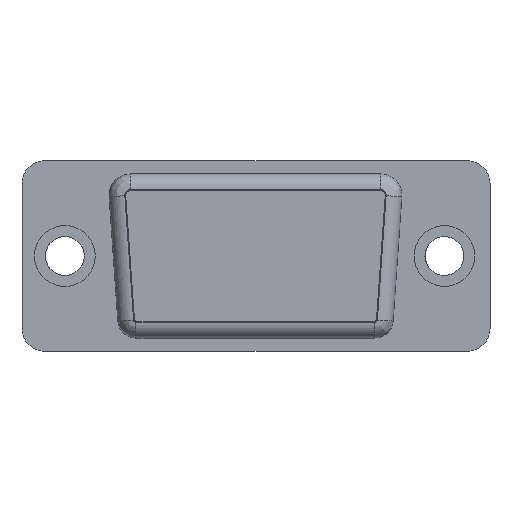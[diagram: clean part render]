
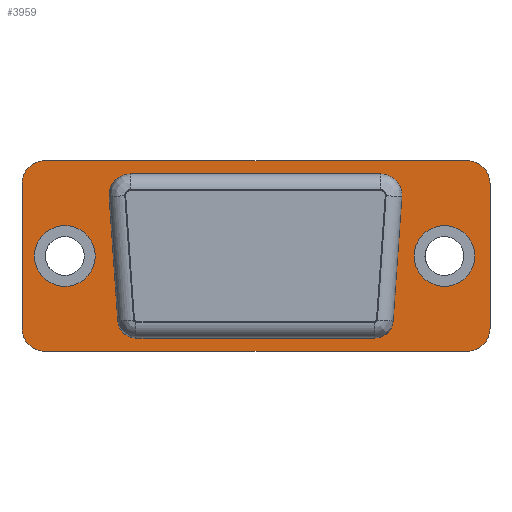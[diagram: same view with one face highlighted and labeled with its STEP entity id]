
A CAD part, front view. The second image highlights one B-rep face of the part: STEP entity #3959.
In plain terms, the highlighted planar face has unit normal (0, -1, 0).
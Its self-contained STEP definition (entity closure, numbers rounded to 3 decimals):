
#219=CARTESIAN_POINT('',(15.405,0.,4.775));
#220=VERTEX_POINT('',#219);
#227=CARTESIAN_POINT('',(15.405,0.,-4.775));
#228=VERTEX_POINT('',#227);
#229=CARTESIAN_POINT('',(15.405,0.,-4.775));
#230=DIRECTION('',(0.,0.,1.));
#231=VECTOR('',#230,9.55);
#232=LINE('',#229,#231);
#233=EDGE_CURVE('',#228,#220,#232,.T.);
#259=CARTESIAN_POINT('',(13.905,0.,6.275));
#260=VERTEX_POINT('',#259);
#267=CARTESIAN_POINT('',(13.905,0.,4.775));
#268=DIRECTION('',(1.,0.,0.));
#269=DIRECTION('',(-0.,-1.,0.));
#270=AXIS2_PLACEMENT_3D('',#267,#269,#268);
#271=CIRCLE('',#270,1.5);
#272=EDGE_CURVE('',#220,#260,#271,.T.);
#290=CARTESIAN_POINT('',(-13.905,0.,6.275));
#291=VERTEX_POINT('',#290);
#298=CARTESIAN_POINT('',(13.905,0.,6.275));
#299=DIRECTION('',(-1.,0.,0.));
#300=VECTOR('',#299,27.81);
#301=LINE('',#298,#300);
#302=EDGE_CURVE('',#260,#291,#301,.T.);
#323=CARTESIAN_POINT('',(-15.405,0.,4.775));
#324=VERTEX_POINT('',#323);
#331=CARTESIAN_POINT('',(-13.905,0.,4.775));
#332=DIRECTION('',(0.,0.,1.));
#333=DIRECTION('',(0.,-1.,-0.));
#334=AXIS2_PLACEMENT_3D('',#331,#333,#332);
#335=CIRCLE('',#334,1.5);
#336=EDGE_CURVE('',#291,#324,#335,.T.);
#354=CARTESIAN_POINT('',(-15.405,0.,-4.775));
#355=VERTEX_POINT('',#354);
#362=CARTESIAN_POINT('',(-15.405,0.,4.775));
#363=DIRECTION('',(0.,0.,-1.));
#364=VECTOR('',#363,9.55);
#365=LINE('',#362,#364);
#366=EDGE_CURVE('',#324,#355,#365,.T.);
#387=CARTESIAN_POINT('',(-13.905,0.,-6.275));
#388=VERTEX_POINT('',#387);
#395=CARTESIAN_POINT('',(-13.905,0.,-4.775));
#396=DIRECTION('',(-1.,0.,0.));
#397=DIRECTION('',(0.,-1.,0.));
#398=AXIS2_PLACEMENT_3D('',#395,#397,#396);
#399=CIRCLE('',#398,1.5);
#400=EDGE_CURVE('',#355,#388,#399,.T.);
#410=CARTESIAN_POINT('',(13.905,0.,-6.275));
#411=VERTEX_POINT('',#410);
#412=CARTESIAN_POINT('',(-13.905,0.,-6.275));
#413=DIRECTION('',(1.,0.,0.));
#414=VECTOR('',#413,27.81);
#415=LINE('',#412,#414);
#416=EDGE_CURVE('',#388,#411,#415,.T.);
#450=CARTESIAN_POINT('',(13.905,0.,-4.775));
#451=DIRECTION('',(0.,0.,-1.));
#452=DIRECTION('',(0.,-1.,0.));
#453=AXIS2_PLACEMENT_3D('',#450,#452,#451);
#454=CIRCLE('',#453,1.5);
#455=EDGE_CURVE('',#411,#228,#454,.T.);
#467=CARTESIAN_POINT('',(8.208,0.,5.4));
#468=VERTEX_POINT('',#467);
#475=CARTESIAN_POINT('',(-8.278,0.,5.4));
#476=VERTEX_POINT('',#475);
#477=CARTESIAN_POINT('',(-8.278,0.,5.4));
#478=DIRECTION('',(1.,0.,0.));
#479=VECTOR('',#478,16.487);
#480=LINE('',#477,#479);
#481=EDGE_CURVE('',#476,#468,#480,.T.);
#507=CARTESIAN_POINT('',(9.605,0.,3.902));
#508=VERTEX_POINT('',#507);
#515=CARTESIAN_POINT('',(8.208,0.,4.));
#516=DIRECTION('',(0.,0.,1.));
#517=DIRECTION('',(0.,1.,0.));
#518=AXIS2_PLACEMENT_3D('',#515,#517,#516);
#519=CIRCLE('',#518,1.4);
#520=EDGE_CURVE('',#468,#508,#519,.T.);
#540=CARTESIAN_POINT('',(9.029,0.,-4.284));
#541=VERTEX_POINT('',#540);
#548=CARTESIAN_POINT('',(9.605,0.,3.902));
#549=DIRECTION('',(-0.07,0.,-0.998));
#550=VECTOR('',#549,8.206);
#551=LINE('',#548,#550);
#552=EDGE_CURVE('',#508,#541,#551,.T.);
#571=CARTESIAN_POINT('',(7.832,0.,-5.4));
#572=VERTEX_POINT('',#571);
#579=CARTESIAN_POINT('',(7.832,0.,-4.2));
#580=DIRECTION('',(0.998,0.,-0.07));
#581=DIRECTION('',(0.,1.,0.));
#582=AXIS2_PLACEMENT_3D('',#579,#581,#580);
#583=CIRCLE('',#582,1.2);
#584=EDGE_CURVE('',#541,#572,#583,.T.);
#604=CARTESIAN_POINT('',(-7.902,0.,-5.4));
#605=VERTEX_POINT('',#604);
#612=CARTESIAN_POINT('',(7.832,0.,-5.4));
#613=DIRECTION('',(-1.,0.,0.));
#614=VECTOR('',#613,15.734);
#615=LINE('',#612,#614);
#616=EDGE_CURVE('',#572,#605,#615,.T.);
#635=CARTESIAN_POINT('',(-9.099,0.,-4.284));
#636=VERTEX_POINT('',#635);
#643=CARTESIAN_POINT('',(-7.902,0.,-4.2));
#644=DIRECTION('',(0.,0.,-1.));
#645=DIRECTION('',(0.,1.,-0.));
#646=AXIS2_PLACEMENT_3D('',#643,#645,#644);
#647=CIRCLE('',#646,1.2);
#648=EDGE_CURVE('',#605,#636,#647,.T.);
#668=CARTESIAN_POINT('',(-9.675,0.,3.902));
#669=VERTEX_POINT('',#668);
#676=CARTESIAN_POINT('',(-9.099,0.,-4.284));
#677=DIRECTION('',(-0.07,0.,0.998));
#678=VECTOR('',#677,8.206);
#679=LINE('',#676,#678);
#680=EDGE_CURVE('',#636,#669,#679,.T.);
#698=CARTESIAN_POINT('',(-8.278,0.,4.));
#699=DIRECTION('',(-0.998,0.,-0.07));
#700=DIRECTION('',(-0.,1.,0.));
#701=AXIS2_PLACEMENT_3D('',#698,#700,#699);
#702=CIRCLE('',#701,1.4);
#703=EDGE_CURVE('',#669,#476,#702,.T.);
#3894=CARTESIAN_POINT('',(0.,0.,0.));
#3895=DIRECTION('',(0.,0.,1.));
#3896=DIRECTION('',(-0.,-1.,0.));
#3897=AXIS2_PLACEMENT_3D('',#3894,#3896,#3895);
#3898=PLANE('',#3897);
#3899=ORIENTED_EDGE('',*,*,#233,.T.);
#3900=ORIENTED_EDGE('',*,*,#272,.T.);
#3901=ORIENTED_EDGE('',*,*,#302,.T.);
#3902=ORIENTED_EDGE('',*,*,#336,.T.);
#3903=ORIENTED_EDGE('',*,*,#366,.T.);
#3904=ORIENTED_EDGE('',*,*,#400,.T.);
#3905=ORIENTED_EDGE('',*,*,#416,.T.);
#3906=ORIENTED_EDGE('',*,*,#455,.T.);
#3907=EDGE_LOOP('',(#3899,#3900,#3901,#3902,#3903,#3904,#3905,#3906));
#3908=FACE_OUTER_BOUND('',#3907,.T.);
#3909=ORIENTED_EDGE('',*,*,#481,.T.);
#3910=ORIENTED_EDGE('',*,*,#520,.T.);
#3911=ORIENTED_EDGE('',*,*,#552,.T.);
#3912=ORIENTED_EDGE('',*,*,#584,.T.);
#3913=ORIENTED_EDGE('',*,*,#616,.T.);
#3914=ORIENTED_EDGE('',*,*,#648,.T.);
#3915=ORIENTED_EDGE('',*,*,#680,.T.);
#3916=ORIENTED_EDGE('',*,*,#703,.T.);
#3917=EDGE_LOOP('',(#3909,#3910,#3911,#3912,#3913,#3914,#3915,#3916));
#3918=FACE_BOUND('',#3917,.T.);
#3919=CARTESIAN_POINT('',(-10.585,0.,0.));
#3920=VERTEX_POINT('',#3919);
#3921=CARTESIAN_POINT('',(-14.585,0.,0.));
#3922=VERTEX_POINT('',#3921);
#3923=CARTESIAN_POINT('',(-12.585,0.,0.));
#3924=DIRECTION('',(1.,0.,0.));
#3925=DIRECTION('',(0.,-1.,0.));
#3926=AXIS2_PLACEMENT_3D('',#3923,#3925,#3924);
#3927=CIRCLE('',#3926,2.);
#3928=EDGE_CURVE('',#3920,#3922,#3927,.T.);
#3929=ORIENTED_EDGE('',*,*,#3928,.F.);
#3930=CARTESIAN_POINT('',(-12.585,0.,0.));
#3931=DIRECTION('',(-1.,0.,0.));
#3932=DIRECTION('',(0.,-1.,0.));
#3933=AXIS2_PLACEMENT_3D('',#3930,#3932,#3931);
#3934=CIRCLE('',#3933,2.);
#3935=EDGE_CURVE('',#3922,#3920,#3934,.T.);
#3936=ORIENTED_EDGE('',*,*,#3935,.F.);
#3937=EDGE_LOOP('',(#3929,#3936));
#3938=FACE_BOUND('',#3937,.T.);
#3939=CARTESIAN_POINT('',(14.405,0.,0.));
#3940=VERTEX_POINT('',#3939);
#3941=CARTESIAN_POINT('',(10.405,0.,0.));
#3942=VERTEX_POINT('',#3941);
#3943=CARTESIAN_POINT('',(12.405,0.,0.));
#3944=DIRECTION('',(1.,0.,0.));
#3945=DIRECTION('',(0.,-1.,0.));
#3946=AXIS2_PLACEMENT_3D('',#3943,#3945,#3944);
#3947=CIRCLE('',#3946,2.);
#3948=EDGE_CURVE('',#3940,#3942,#3947,.T.);
#3949=ORIENTED_EDGE('',*,*,#3948,.F.);
#3950=CARTESIAN_POINT('',(12.405,0.,0.));
#3951=DIRECTION('',(-1.,0.,0.));
#3952=DIRECTION('',(0.,-1.,0.));
#3953=AXIS2_PLACEMENT_3D('',#3950,#3952,#3951);
#3954=CIRCLE('',#3953,2.);
#3955=EDGE_CURVE('',#3942,#3940,#3954,.T.);
#3956=ORIENTED_EDGE('',*,*,#3955,.F.);
#3957=EDGE_LOOP('',(#3949,#3956));
#3958=FACE_BOUND('',#3957,.T.);
#3959=ADVANCED_FACE('',(#3908,#3918,#3938,#3958),#3898,.T.);
